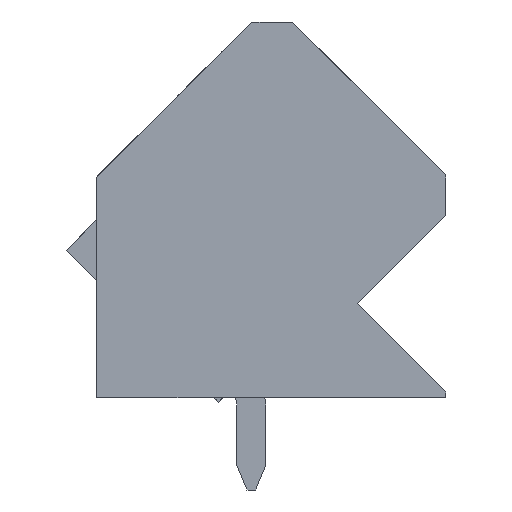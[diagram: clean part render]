
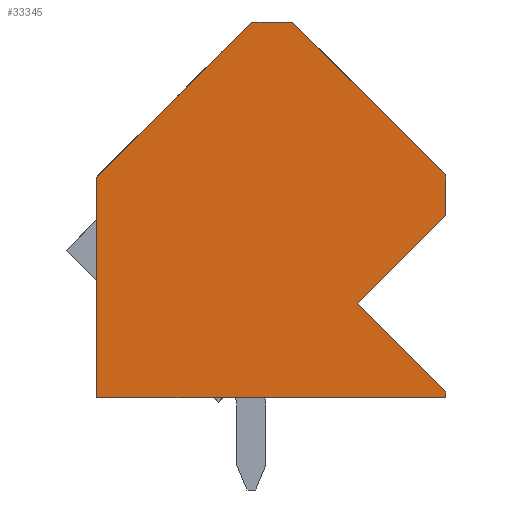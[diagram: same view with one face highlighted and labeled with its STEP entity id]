
A CAD part, left-side view. The second image highlights one B-rep face of the part: STEP entity #33345.
In plain terms, the highlighted planar face has unit normal (-1, 0, 0).
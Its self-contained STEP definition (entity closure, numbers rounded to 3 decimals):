
#33308=AXIS2_PLACEMENT_3D('Plane Axis2P3D',#33305,#33306,#33307) ;
#33154=CARTESIAN_POINT('Vertex',(0.,6.718,16.228)) ;
#33157=CARTESIAN_POINT('Line Origine',(0.,6.01,16.228)) ;
#33161=CARTESIAN_POINT('Vertex',(0.,5.303,16.228)) ;
#33197=CARTESIAN_POINT('Vertex',(0.,0.001,3.4)) ;
#33200=CARTESIAN_POINT('Line Origine',(0.,0.,3.3)) ;
#33204=CARTESIAN_POINT('Vertex',(0.,0.,3.2)) ;
#33230=CARTESIAN_POINT('Vertex',(0.,3.055,6.455)) ;
#33233=CARTESIAN_POINT('Line Origine',(0.,1.528,4.927)) ;
#33256=CARTESIAN_POINT('Vertex',(0.,0.,9.51)) ;
#33259=CARTESIAN_POINT('Line Origine',(0.,1.528,7.983)) ;
#33289=CARTESIAN_POINT('Vertex',(0.,0.,10.924)) ;
#33292=CARTESIAN_POINT('Line Origine',(0.,0.,10.217)) ;
#33305=CARTESIAN_POINT('Axis2P3D Location',(0.,0.,0.)) ;
#33310=CARTESIAN_POINT('Line Origine',(0.,9.405,13.54)) ;
#33314=CARTESIAN_POINT('Vertex',(0.,12.092,10.853)) ;
#33317=CARTESIAN_POINT('Line Origine',(0.,12.093,7.027)) ;
#33321=CARTESIAN_POINT('Vertex',(0.,12.093,3.2)) ;
#33324=CARTESIAN_POINT('Line Origine',(0.,6.046,3.2)) ;
#33329=CARTESIAN_POINT('Line Origine',(0.,2.652,13.576)) ;
#33158=DIRECTION('Vector Direction',(0.,-1.,0.)) ;
#33201=DIRECTION('Vector Direction',(0.,-0.004,-1.)) ;
#33234=DIRECTION('Vector Direction',(0.,-0.707,-0.707)) ;
#33260=DIRECTION('Vector Direction',(0.,0.707,-0.707)) ;
#33293=DIRECTION('Vector Direction',(0.,0.,-1.)) ;
#33306=DIRECTION('Axis2P3D Direction',(-1.,0.,0.)) ;
#33307=DIRECTION('Axis2P3D XDirection',(0.,0.,1.)) ;
#33311=DIRECTION('Vector Direction',(0.,-0.707,0.707)) ;
#33318=DIRECTION('Vector Direction',(0.,0.,1.)) ;
#33325=DIRECTION('Vector Direction',(0.,1.,0.)) ;
#33330=DIRECTION('Vector Direction',(0.,-0.707,-0.707)) ;
#33159=VECTOR('Line Direction',#33158,1.) ;
#33202=VECTOR('Line Direction',#33201,1.) ;
#33235=VECTOR('Line Direction',#33234,1.) ;
#33261=VECTOR('Line Direction',#33260,1.) ;
#33294=VECTOR('Line Direction',#33293,1.) ;
#33312=VECTOR('Line Direction',#33311,1.) ;
#33319=VECTOR('Line Direction',#33318,1.) ;
#33326=VECTOR('Line Direction',#33325,1.) ;
#33331=VECTOR('Line Direction',#33330,1.) ;
#33335=ORIENTED_EDGE('',*,*,#33163,.T.) ;
#33336=ORIENTED_EDGE('',*,*,#33316,.T.) ;
#33337=ORIENTED_EDGE('',*,*,#33323,.T.) ;
#33338=ORIENTED_EDGE('',*,*,#33328,.T.) ;
#33339=ORIENTED_EDGE('',*,*,#33206,.T.) ;
#33340=ORIENTED_EDGE('',*,*,#33237,.T.) ;
#33341=ORIENTED_EDGE('',*,*,#33263,.T.) ;
#33342=ORIENTED_EDGE('',*,*,#33296,.T.) ;
#33343=ORIENTED_EDGE('',*,*,#33333,.T.) ;
#33345=ADVANCED_FACE('HOUSING',(#33344),#33309,.T.) ;
#33163=EDGE_CURVE('',#33162,#33155,#33160,.F.) ;
#33206=EDGE_CURVE('',#33205,#33198,#33203,.F.) ;
#33237=EDGE_CURVE('',#33198,#33231,#33236,.F.) ;
#33263=EDGE_CURVE('',#33231,#33257,#33262,.F.) ;
#33296=EDGE_CURVE('',#33257,#33290,#33295,.F.) ;
#33316=EDGE_CURVE('',#33155,#33315,#33313,.F.) ;
#33323=EDGE_CURVE('',#33315,#33322,#33320,.F.) ;
#33328=EDGE_CURVE('',#33322,#33205,#33327,.F.) ;
#33333=EDGE_CURVE('',#33290,#33162,#33332,.F.) ;
#33334=EDGE_LOOP('',(#33335,#33336,#33337,#33338,#33339,#33340,#33341,#33342,#33343)) ;
#33344=FACE_OUTER_BOUND('',#33334,.T.) ;
#33160=LINE('Line',#33157,#33159) ;
#33203=LINE('Line',#33200,#33202) ;
#33236=LINE('Line',#33233,#33235) ;
#33262=LINE('Line',#33259,#33261) ;
#33295=LINE('Line',#33292,#33294) ;
#33313=LINE('Line',#33310,#33312) ;
#33320=LINE('Line',#33317,#33319) ;
#33327=LINE('Line',#33324,#33326) ;
#33332=LINE('Line',#33329,#33331) ;
#33309=PLANE('',#33308) ;
#33155=VERTEX_POINT('',#33154) ;
#33162=VERTEX_POINT('',#33161) ;
#33198=VERTEX_POINT('',#33197) ;
#33205=VERTEX_POINT('',#33204) ;
#33231=VERTEX_POINT('',#33230) ;
#33257=VERTEX_POINT('',#33256) ;
#33290=VERTEX_POINT('',#33289) ;
#33315=VERTEX_POINT('',#33314) ;
#33322=VERTEX_POINT('',#33321) ;
